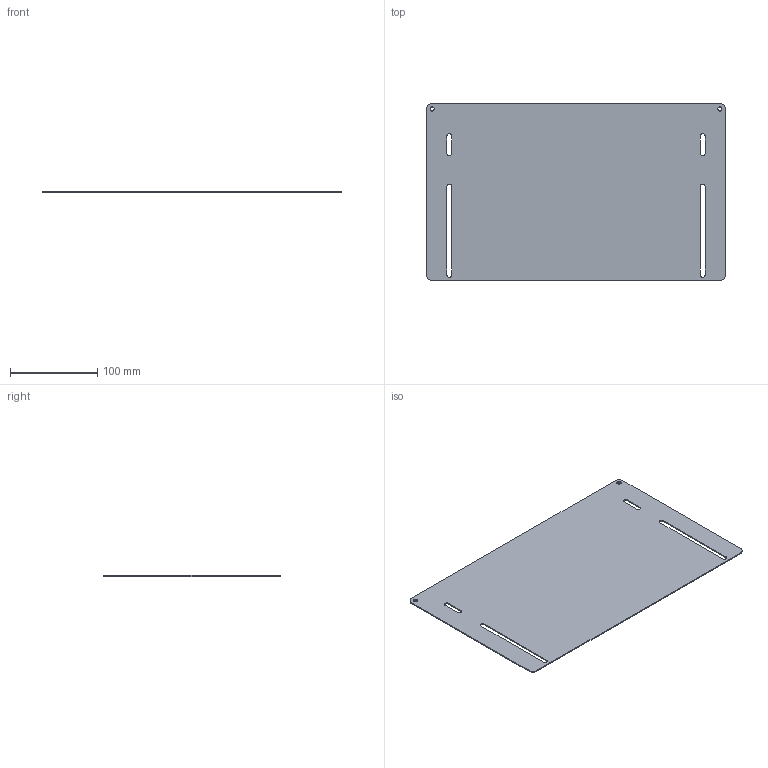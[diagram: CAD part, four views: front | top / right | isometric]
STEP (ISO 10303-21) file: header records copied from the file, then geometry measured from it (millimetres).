
FILE_DESCRIPTION (( 'STEP AP203' ), '1' );
FILE_NAME ('SCE-BPEX18.step', '2021-01-08T15:49:41', ( 'ADC123' ), ( 'Microsoft' ), 'SwSTEP 2.0', 'SolidWorks 2019', '' );
FILE_SCHEMA (( 'CONFIG_CONTROL_DESIGN' ));
Length unit declared in the file: inch
Products named in the file (1): SCE-BPEX18
Bounding box: 342.9 x 203.2 x 1.22 mm (x, y, z)
Volume: 83107.7 mm3; surface area: 138363.4 mm2
Topology: 1 solids, 1 shells, 28 faces, 78 edges, 52 vertices
Faces by surface type: plane 14, cylinder 14
Full cylindrical faces by diameter (mm): 4.75 x2
Entity records: 1003 total; most frequent: DIRECTION 162, CARTESIAN_POINT 157, ORIENTED_EDGE 152, EDGE_CURVE 76, AXIS2_PLACEMENT_3D 57, VERTEX_POINT 52, VECTOR 48, LINE 48
